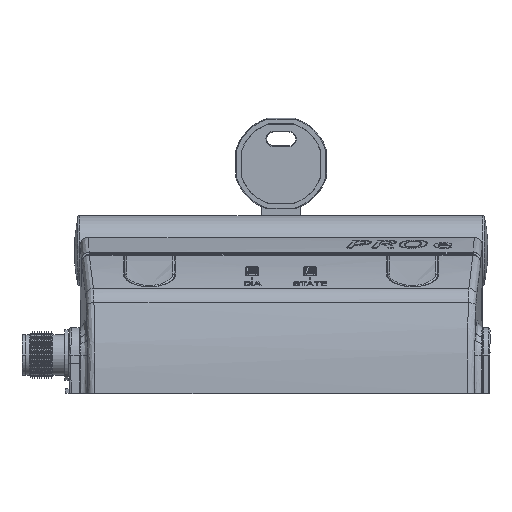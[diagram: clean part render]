
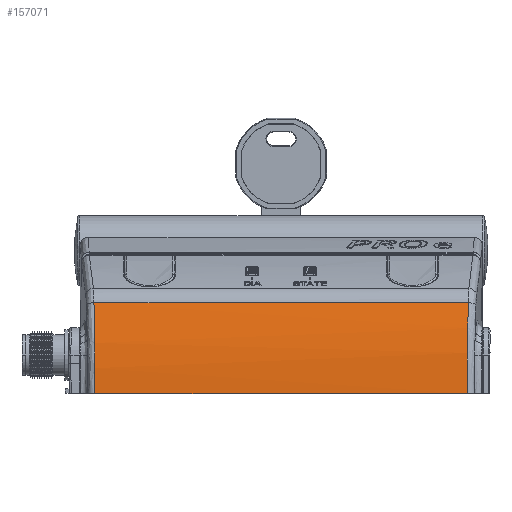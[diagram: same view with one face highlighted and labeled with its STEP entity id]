
A CAD part, left-side view. The second image highlights one B-rep face of the part: STEP entity #157071.
In plain terms, the highlighted cylindrical face has radius 86.5 mm (diameter 173 mm), a partial arc.
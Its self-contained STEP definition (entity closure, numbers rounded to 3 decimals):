
#4162 = FACE_OUTER_BOUND ( 'NONE', #21667, .T. ) ;
#4179 = LINE ( 'NONE', #180900, #177754 ) ;
#6527 = AXIS2_PLACEMENT_3D ( 'NONE', #125645, #25007, #124916 ) ;
#7628 = EDGE_CURVE ( 'NONE', #10864, #189098, #4179, .T. ) ;
#9222 = CARTESIAN_POINT ( 'NONE',  ( -39.299, 248.353, 21.546 ) ) ;
#10864 = VERTEX_POINT ( 'NONE', #49872 ) ;
#17729 = CARTESIAN_POINT ( 'NONE',  ( -41.931, 151.841, 3.981 ) ) ;
#21667 = EDGE_LOOP ( 'NONE', ( #74174, #167291, #214541, #150690 ) ) ;
#25007 = DIRECTION ( 'NONE',  ( 0., 1., 0. ) ) ;
#28909 = CARTESIAN_POINT ( 'NONE',  ( -40.571, 248.261, 15.69 ) ) ;
#35800 = CARTESIAN_POINT ( 'NONE',  ( -41.64, 151.819, 7.943 ) ) ;
#40992 = CYLINDRICAL_SURFACE ( 'NONE', #6527, 86.5 ) ;
#43255 = B_SPLINE_CURVE_WITH_KNOTS ( 'NONE', 3,
 ( #92156, #60639, #17729, #202709, #35800, #153392, #162033, #76735, #109114, #175369, #44365, #127430, #160580, #145029, #211312, #192952 ),
 .UNSPECIFIED., .F., .F.,
 ( 4, 2, 2, 1, 1, 1, 1, 2, 2, 4 ),
 ( 0., 0.25, 0.375, 0.437, 0.469, 0.484, 0.492, 0.496, 0.5, 1. ),
 .UNSPECIFIED. ) ;
#44365 = CARTESIAN_POINT ( 'NONE',  ( -41.197, 151.786, 11.761 ) ) ;
#45843 = CARTESIAN_POINT ( 'NONE',  ( -41.172, 248.216, 11.942 ) ) ;
#49872 = CARTESIAN_POINT ( 'NONE',  ( -38.735, 151.607, 23.54 ) ) ;
#50910 = VERTEX_POINT ( 'NONE', #83300 ) ;
#58045 = EDGE_CURVE ( 'NONE', #189098, #198159, #113064, .T. ) ;
#59879 = CARTESIAN_POINT ( 'NONE',  ( -42., 248.153, 0. ) ) ;
#60639 = CARTESIAN_POINT ( 'NONE',  ( -42., 151.847, 1.992 ) ) ;
#62760 = CARTESIAN_POINT ( 'NONE',  ( -42., 248.153, 3.976 ) ) ;
#74174 = ORIENTED_EDGE ( 'NONE', *, *, #100433, .T. ) ;
#76735 = CARTESIAN_POINT ( 'NONE',  ( -41.295, 151.793, 11.024 ) ) ;
#78208 = CARTESIAN_POINT ( 'NONE',  ( -40.936, 248.233, 13.538 ) ) ;
#79642 = CARTESIAN_POINT ( 'NONE',  ( -40.387, 248.274, 16.655 ) ) ;
#83300 = CARTESIAN_POINT ( 'NONE',  ( -42., 151.847, 0. ) ) ;
#92156 = CARTESIAN_POINT ( 'NONE',  ( -42., 151.847, 0. ) ) ;
#92637 = CARTESIAN_POINT ( 'NONE',  ( -38.735, 248.393, 23.54 ) ) ;
#93161 = DIRECTION ( 'NONE',  ( 0., -1., 0. ) ) ;
#100433 = EDGE_CURVE ( 'NONE', #198159, #50910, #168266, .T. ) ;
#109114 = CARTESIAN_POINT ( 'NONE',  ( -41.238, 151.789, 11.454 ) ) ;
#111272 = CARTESIAN_POINT ( 'NONE',  ( -39.78, 248.318, 19.573 ) ) ;
#111555 = EDGE_CURVE ( 'NONE', #50910, #10864, #43255, .T. ) ;
#111986 = CARTESIAN_POINT ( 'NONE',  ( -41.151, 248.217, 12.089 ) ) ;
#113064 = B_SPLINE_CURVE_WITH_KNOTS ( 'NONE', 3,
 ( #162066, #9222, #111272, #79642, #28909, #146524, #78208, #195837, #212758, #111986, #213485, #45843, #160606, #163506, #62760, #59879 ),
 .UNSPECIFIED., .F., .F.,
 ( 4, 2, 2, 1, 1, 1, 1, 2, 2, 4 ),
 ( 0., 0.25, 0.375, 0.437, 0.469, 0.484, 0.492, 0.496, 0.5, 1. ),
 .UNSPECIFIED. ) ;
#124916 = DIRECTION ( 'NONE',  ( 0., 0., 1. ) ) ;
#125645 = CARTESIAN_POINT ( 'NONE',  ( 44.5, 148., 0. ) ) ;
#127430 = CARTESIAN_POINT ( 'NONE',  ( -41.188, 151.785, 11.822 ) ) ;
#139243 = VECTOR ( 'NONE', #93161, 1000. ) ;
#145029 = CARTESIAN_POINT ( 'NONE',  ( -40.659, 151.746, 15.641 ) ) ;
#146524 = CARTESIAN_POINT ( 'NONE',  ( -40.819, 248.242, 14.253 ) ) ;
#150690 = ORIENTED_EDGE ( 'NONE', *, *, #58045, .T. ) ;
#153392 = CARTESIAN_POINT ( 'NONE',  ( -41.487, 151.808, 9.424 ) ) ;
#157071 = ADVANCED_FACE ( 'NONE', ( #4162 ), #40992, .T. ) ;
#160580 = CARTESIAN_POINT ( 'NONE',  ( -41.184, 151.785, 11.854 ) ) ;
#160606 = CARTESIAN_POINT ( 'NONE',  ( -41.176, 248.215, 11.914 ) ) ;
#162033 = CARTESIAN_POINT ( 'NONE',  ( -41.403, 151.802, 10.163 ) ) ;
#162066 = CARTESIAN_POINT ( 'NONE',  ( -38.735, 248.393, 23.54 ) ) ;
#163506 = CARTESIAN_POINT ( 'NONE',  ( -41.725, 248.174, 7.949 ) ) ;
#167291 = ORIENTED_EDGE ( 'NONE', *, *, #111555, .T. ) ;
#168266 = LINE ( 'NONE', #176998, #139243 ) ;
#175369 = CARTESIAN_POINT ( 'NONE',  ( -41.209, 151.787, 11.669 ) ) ;
#176998 = CARTESIAN_POINT ( 'NONE',  ( -42., 148., 0. ) ) ;
#177754 = VECTOR ( 'NONE', #197021, 1000. ) ;
#180900 = CARTESIAN_POINT ( 'NONE',  ( -38.735, 148., 23.54 ) ) ;
#189098 = VERTEX_POINT ( 'NONE', #92637 ) ;
#192952 = CARTESIAN_POINT ( 'NONE',  ( -38.735, 151.607, 23.54 ) ) ;
#195837 = CARTESIAN_POINT ( 'NONE',  ( -41.062, 248.224, 12.709 ) ) ;
#197021 = DIRECTION ( 'NONE',  ( 0., 1., 0. ) ) ;
#198159 = VERTEX_POINT ( 'NONE', #215426 ) ;
#202709 = CARTESIAN_POINT ( 'NONE',  ( -41.726, 151.826, 6.954 ) ) ;
#211312 = CARTESIAN_POINT ( 'NONE',  ( -39.865, 151.687, 19.544 ) ) ;
#212758 = CARTESIAN_POINT ( 'NONE',  ( -41.122, 248.22, 12.296 ) ) ;
#213485 = CARTESIAN_POINT ( 'NONE',  ( -41.163, 248.216, 12.001 ) ) ;
#214541 = ORIENTED_EDGE ( 'NONE', *, *, #7628, .T. ) ;
#215426 = CARTESIAN_POINT ( 'NONE',  ( -42., 248.153, 0. ) ) ;
